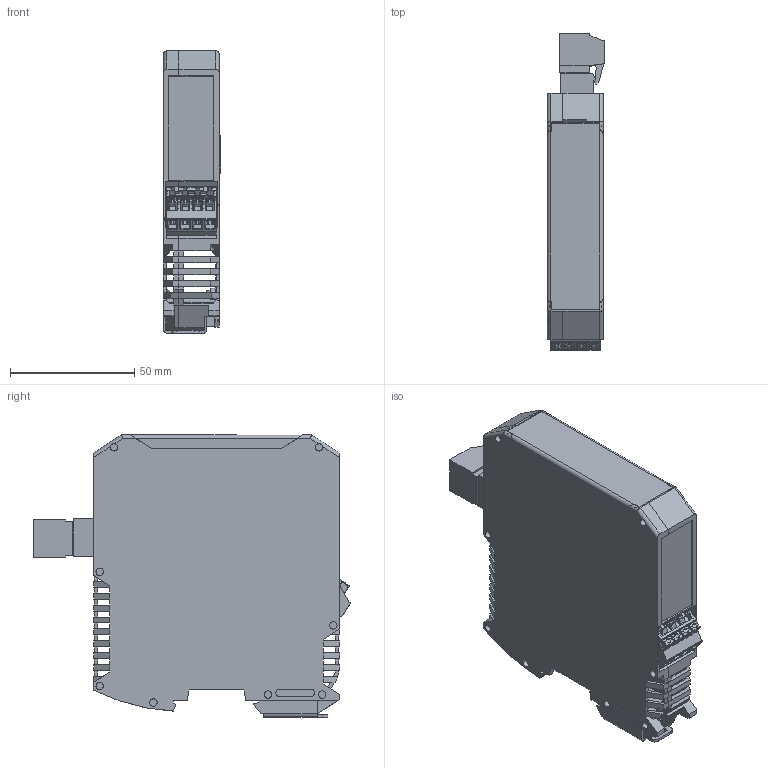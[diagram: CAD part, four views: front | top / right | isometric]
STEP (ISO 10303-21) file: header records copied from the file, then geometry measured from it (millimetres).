
FILE_DESCRIPTION(/* description */ ('Alibre Inc.'),/* implementation_level */ '2;1');
FILE_NAME(/* name */ 'export-18DE1BA8-94AF-49B0-98DE-D9AD6ABB2C1C',/* time_stamp */ '2021-05-06T10:09:13+02:00',/* author */ (''),/* organization */ (''),/* preprocessor_version */ 'ST-DEVELOPER v17',/* originating_system */ 'Alibre',/* authorisation */ '');
FILE_SCHEMA (('AUTOMOTIVE_DESIGN'));
Length unit declared in the file: millimetre
Products named in the file (15): ID_1; OOO; pc_4-2-st-7.62
Bounding box: 23.14 x 127.47 x 113.6 mm (x, y, z)
Volume: 59341 mm3; surface area: 80845.5 mm2
Topology: 17 solids, 17 shells, 2757 faces, 7606 edges, 4953 vertices
Faces by surface type: plane 2136, cylinder 551, sphere 32, torus 20, cone 18
Full cylindrical faces by diameter (mm): 2.08 x4, 2.1 x8
Entity records: 85356 total; most frequent: CARTESIAN_POINT 16040, ORIENTED_EDGE 15150, DIRECTION 11926, EDGE_CURVE 7574, VECTOR 6263, LINE 6263, VERTEX_POINT 4949, AXIS2_PLACEMENT_3D 3896
